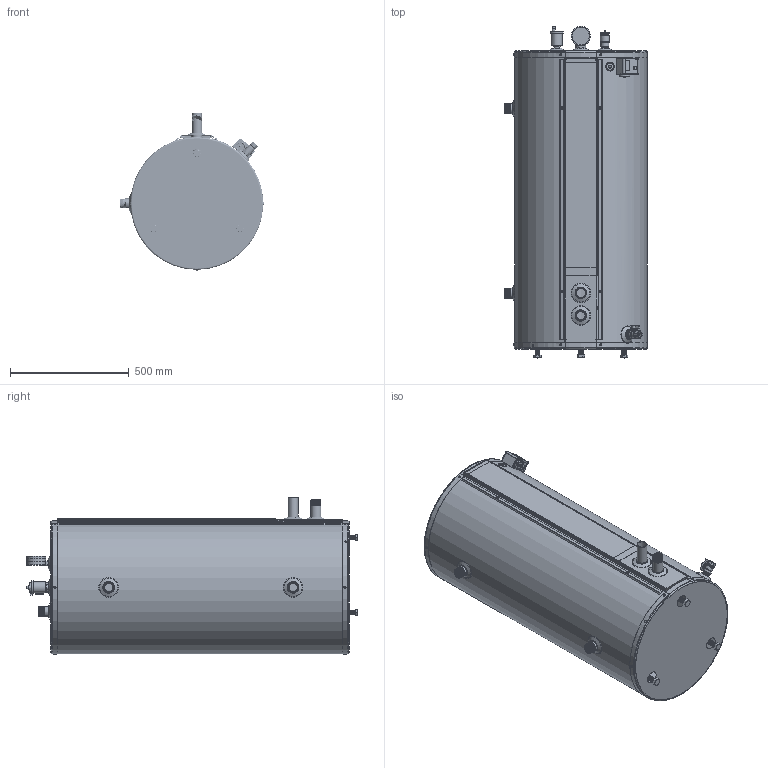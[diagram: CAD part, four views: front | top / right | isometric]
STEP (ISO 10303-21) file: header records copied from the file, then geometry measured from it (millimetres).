
FILE_DESCRIPTION (( 'STEP AP214' ), '1' );
FILE_NAME ('Turbomax 45-TXT(OPTION).STEP', '2019-09-26T19:46:12', ( '' ), ( '' ), 'SwSTEP 2.0', 'SolidWorks 2019', '' );
FILE_SCHEMA (( 'AUTOMOTIVE_DESIGN' ));
Length unit declared in the file: inch
Products named in the file (1): Turbomax 45-TXT(OPTION)
Bounding box: 606.82 x 1400.05 x 662.24 mm (x, y, z)
Volume: 3577830.4 mm3; surface area: 6462537.3 mm2
Topology: 69 solids, 70 shells, 2446 faces, 5527 edges, 3270 vertices
Faces by surface type: plane 905, cone 722, cylinder 609, bspline 115, torus 81, sphere 14
Full cylindrical faces by diameter (mm): 2.381 x2, 3.566 x220, 4.039 x2, 4.763 x10, 4.826 x20, 5.08 x2, 5.105 x14, 5.588 x2, 7.62 x2, 7.937 x1, 9.474 x20, 11.113 x1, 12.065 x1, 12.7 x2, 13.97 x1, 14.097 x1, 14.288 x1, 15.037 x1, 19.05 x72, 20.93 x2, 21.59 x2, 22.225 x2, 23.012 x3, 25.4 x4, 26.67 x2, 30.353 x1, 30.607 x1, 32.131 x1, 32.69 x1, 33.338 x1
Entity records: 132822 total; most frequent: CARTESIAN_POINT 51603, DIRECTION 10202, ORIENTED_EDGE 8560, EDGE_CURVE 4280, AXIS2_PLACEMENT_3D 4077, EDGE_LOOP 3769, VERTEX_POINT 3177, FACE_OUTER_BOUND 2937
